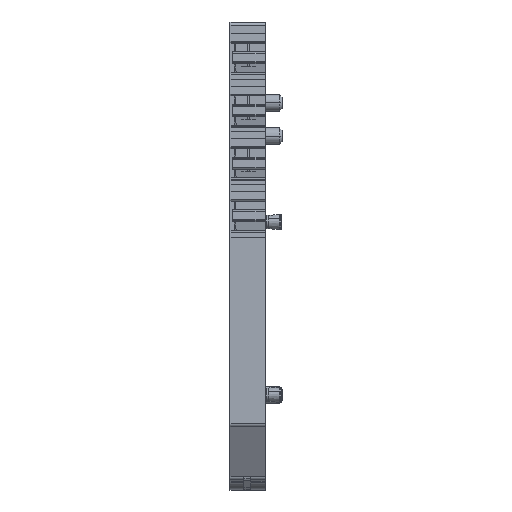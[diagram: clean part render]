
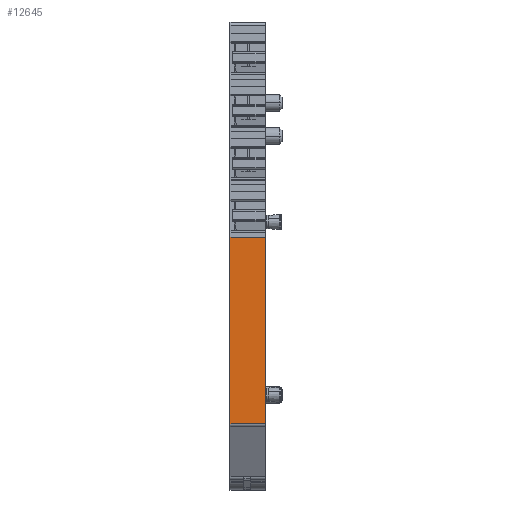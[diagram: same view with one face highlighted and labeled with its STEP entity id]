
A CAD part, front view. The second image highlights one B-rep face of the part: STEP entity #12645.
In plain terms, the highlighted planar face has unit normal (0, -1, 0).
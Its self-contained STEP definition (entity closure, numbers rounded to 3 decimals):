
#12625=AXIS2_PLACEMENT_3D('Plane Axis2P3D',#12622,#12623,#12624) ;
#1828=CARTESIAN_POINT('Vertex',(0.,0.,9.835)) ;
#1831=CARTESIAN_POINT('Line Origine',(0.,0.,23.642)) ;
#1835=CARTESIAN_POINT('Vertex',(0.,0.,37.45)) ;
#12603=CARTESIAN_POINT('Line Origine',(2.6,0.,37.45)) ;
#12607=CARTESIAN_POINT('Vertex',(5.2,0.,37.45)) ;
#12622=CARTESIAN_POINT('Axis2P3D Location',(0.,0.,43.7)) ;
#12627=CARTESIAN_POINT('Line Origine',(2.6,0.,9.835)) ;
#12631=CARTESIAN_POINT('Vertex',(5.2,0.,9.835)) ;
#12634=CARTESIAN_POINT('Line Origine',(5.2,0.,23.642)) ;
#1832=DIRECTION('Vector Direction',(0.,0.,1.)) ;
#12604=DIRECTION('Vector Direction',(1.,0.,0.)) ;
#12623=DIRECTION('Axis2P3D Direction',(0.,-1.,0.)) ;
#12624=DIRECTION('Axis2P3D XDirection',(0.,0.,-1.)) ;
#12628=DIRECTION('Vector Direction',(1.,0.,0.)) ;
#12635=DIRECTION('Vector Direction',(0.,0.,1.)) ;
#1833=VECTOR('Line Direction',#1832,1.) ;
#12605=VECTOR('Line Direction',#12604,1.) ;
#12629=VECTOR('Line Direction',#12628,1.) ;
#12636=VECTOR('Line Direction',#12635,1.) ;
#12640=ORIENTED_EDGE('',*,*,#1837,.F.) ;
#12641=ORIENTED_EDGE('',*,*,#12633,.T.) ;
#12642=ORIENTED_EDGE('',*,*,#12638,.T.) ;
#12643=ORIENTED_EDGE('',*,*,#12609,.F.) ;
#12645=ADVANCED_FACE('ZRV_4_1.5_250V_1.1\\Hauptk\X2\00F6\X0\rper',(#12644),#12626,.T.) ;
#1837=EDGE_CURVE('',#1829,#1836,#1834,.T.) ;
#12609=EDGE_CURVE('',#1836,#12608,#12606,.T.) ;
#12633=EDGE_CURVE('',#1829,#12632,#12630,.T.) ;
#12638=EDGE_CURVE('',#12632,#12608,#12637,.T.) ;
#12639=EDGE_LOOP('',(#12640,#12641,#12642,#12643)) ;
#12644=FACE_OUTER_BOUND('',#12639,.T.) ;
#1834=LINE('Line',#1831,#1833) ;
#12606=LINE('Line',#12603,#12605) ;
#12630=LINE('Line',#12627,#12629) ;
#12637=LINE('Line',#12634,#12636) ;
#12626=PLANE('',#12625) ;
#1829=VERTEX_POINT('',#1828) ;
#1836=VERTEX_POINT('',#1835) ;
#12608=VERTEX_POINT('',#12607) ;
#12632=VERTEX_POINT('',#12631) ;
